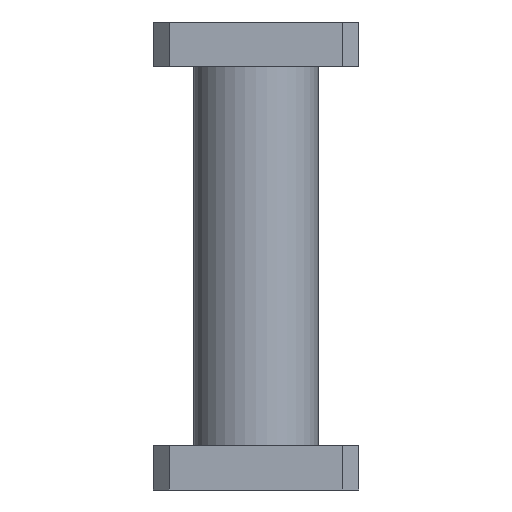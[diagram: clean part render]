
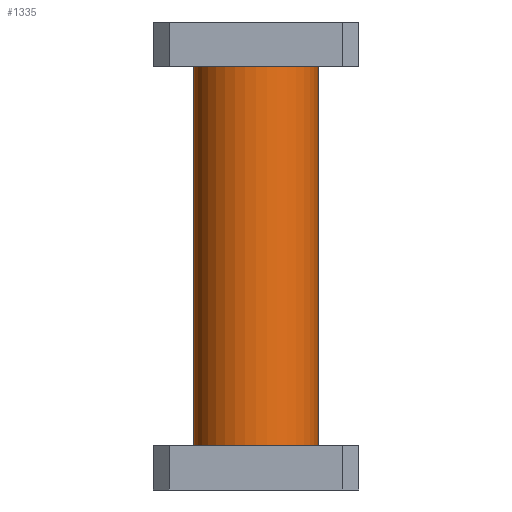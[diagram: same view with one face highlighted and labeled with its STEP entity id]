
A CAD part, front view. The second image highlights one B-rep face of the part: STEP entity #1335.
In plain terms, the highlighted cylindrical face has radius 6.731 mm (diameter 13.462 mm), a partial arc.
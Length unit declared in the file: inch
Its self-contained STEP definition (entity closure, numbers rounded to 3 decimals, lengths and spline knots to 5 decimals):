
#102 = CARTESIAN_POINT ( 'NONE',  ( -1.72701, 0.52659, -0.1166 ) ) ;
#111 = EDGE_LOOP ( 'NONE', ( #339, #598, #1410, #127 ) ) ;
#127 = ORIENTED_EDGE ( 'NONE', *, *, #783, .F. ) ;
#185 = LINE ( 'NONE', #715, #1395 ) ;
#239 = CIRCLE ( 'NONE', #1456, 0.265 ) ;
#287 = VERTEX_POINT ( 'NONE', #102 ) ;
#336 = DIRECTION ( 'NONE',  ( 1., 0., 0. ) ) ;
#339 = ORIENTED_EDGE ( 'NONE', *, *, #742, .F. ) ;
#397 = DIRECTION ( 'NONE',  ( 0., 0., 1. ) ) ;
#399 = LINE ( 'NONE', #632, #776 ) ;
#453 = CYLINDRICAL_SURFACE ( 'NONE', #1051, 0.265 ) ;
#456 = VERTEX_POINT ( 'NONE', #477 ) ;
#462 = CARTESIAN_POINT ( 'NONE',  ( -2.25701, 0.52659, 1.5034 ) ) ;
#464 = DIRECTION ( 'NONE',  ( 0., 0., 1. ) ) ;
#477 = CARTESIAN_POINT ( 'NONE',  ( -1.72701, 0.52659, 1.5034 ) ) ;
#523 = EDGE_CURVE ( 'NONE', #1258, #287, #1400, .T. ) ;
#526 = CARTESIAN_POINT ( 'NONE',  ( -1.99201, 0.52659, 1.5034 ) ) ;
#595 = CARTESIAN_POINT ( 'NONE',  ( -1.99201, 0.52659, -0.1166 ) ) ;
#598 = ORIENTED_EDGE ( 'NONE', *, *, #523, .T. ) ;
#632 = CARTESIAN_POINT ( 'NONE',  ( -2.25701, 0.52659, -0.1166 ) ) ;
#640 = DIRECTION ( 'NONE',  ( 1., 0., 0. ) ) ;
#652 = DIRECTION ( 'NONE',  ( 0., 0., 1. ) ) ;
#707 = DIRECTION ( 'NONE',  ( 1., 0., 0. ) ) ;
#715 = CARTESIAN_POINT ( 'NONE',  ( -1.72701, 0.52659, -0.1166 ) ) ;
#742 = EDGE_CURVE ( 'NONE', #1258, #856, #399, .T. ) ;
#776 = VECTOR ( 'NONE', #652, 39.37008 ) ;
#783 = EDGE_CURVE ( 'NONE', #856, #456, #239, .T. ) ;
#856 = VERTEX_POINT ( 'NONE', #462 ) ;
#889 = FACE_OUTER_BOUND ( 'NONE', #111, .T. ) ;
#998 = CARTESIAN_POINT ( 'NONE',  ( -1.99201, 0.52659, -0.1166 ) ) ;
#1051 = AXIS2_PLACEMENT_3D ( 'NONE', #998, #464, #336 ) ;
#1163 = DIRECTION ( 'NONE',  ( 0., 0., 1. ) ) ;
#1187 = AXIS2_PLACEMENT_3D ( 'NONE', #595, #1163, #707 ) ;
#1258 = VERTEX_POINT ( 'NONE', #1461 ) ;
#1335 = ADVANCED_FACE ( 'NONE', ( #889 ), #453, .T. ) ;
#1395 = VECTOR ( 'NONE', #397, 39.37008 ) ;
#1400 = CIRCLE ( 'NONE', #1187, 0.265 ) ;
#1410 = ORIENTED_EDGE ( 'NONE', *, *, #1476, .T. ) ;
#1445 = DIRECTION ( 'NONE',  ( 0., 0., 1. ) ) ;
#1456 = AXIS2_PLACEMENT_3D ( 'NONE', #526, #1445, #640 ) ;
#1461 = CARTESIAN_POINT ( 'NONE',  ( -2.25701, 0.52659, -0.1166 ) ) ;
#1476 = EDGE_CURVE ( 'NONE', #287, #456, #185, .T. ) ;
